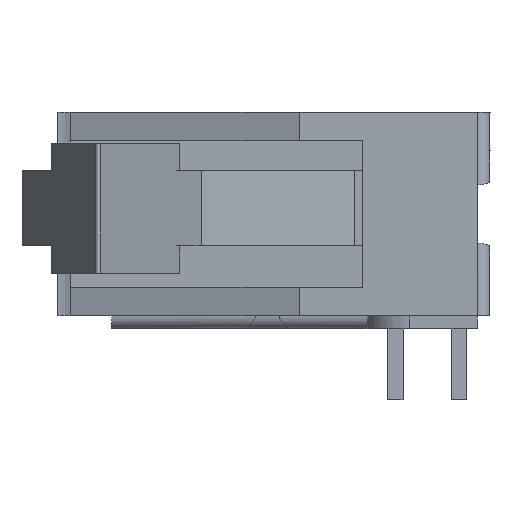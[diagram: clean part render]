
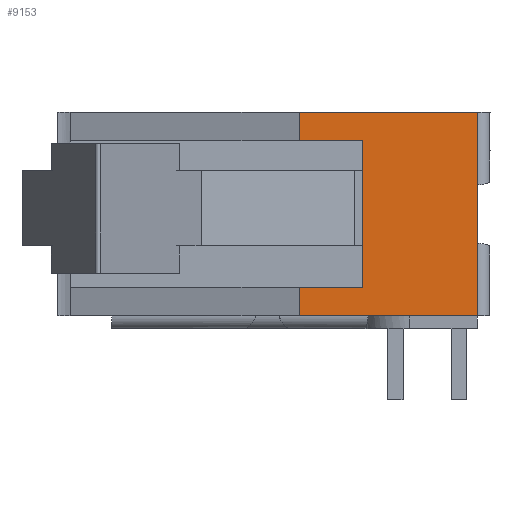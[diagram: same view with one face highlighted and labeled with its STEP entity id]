
A CAD part, left-side view. The second image highlights one B-rep face of the part: STEP entity #9153.
In plain terms, the highlighted planar face has unit normal (-1, 0, 0).
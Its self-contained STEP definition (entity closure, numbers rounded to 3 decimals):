
#43=PLANE($,#9831);
#716=B_SPLINE_CURVE_WITH_KNOTS($,1,(#14139,#14140),.UNSPECIFIED.,.F.,.F.,
(2,2),(0.,1.),.UNSPECIFIED.);
#781=B_SPLINE_CURVE_WITH_KNOTS($,1,(#14955,#14956),.UNSPECIFIED.,.F.,.F.,
(2,2),(0.,1.),.UNSPECIFIED.);
#782=B_SPLINE_CURVE_WITH_KNOTS($,1,(#14960,#14961),.UNSPECIFIED.,.F.,.F.,
(2,2),(0.,1.),.UNSPECIFIED.);
#783=B_SPLINE_CURVE_WITH_KNOTS($,1,(#14963,#14964),.UNSPECIFIED.,.F.,.F.,
(2,2),(0.,1.),.UNSPECIFIED.);
#784=B_SPLINE_CURVE_WITH_KNOTS($,1,(#14966,#14967),.UNSPECIFIED.,.F.,.F.,
(2,2),(0.,1.),.UNSPECIFIED.);
#785=B_SPLINE_CURVE_WITH_KNOTS($,1,(#14969,#14970),.UNSPECIFIED.,.F.,.F.,
(2,2),(0.,1.),.UNSPECIFIED.);
#786=B_SPLINE_CURVE_WITH_KNOTS($,1,(#14971,#14972),.UNSPECIFIED.,.F.,.F.,
(2,2),(0.,1.),.UNSPECIFIED.);
#787=B_SPLINE_CURVE_WITH_KNOTS($,1,(#14973,#14974),.UNSPECIFIED.,.F.,.F.,
(2,2),(0.,1.),.UNSPECIFIED.);
#1180=FACE_OUTER_BOUND($,#1749,.T.);
#1749=EDGE_LOOP($,(#6825,#6826,#6827,#6828,#6829,#6830,#6831,#6832));
#4224=VERTEX_POINT($,#14135);
#4225=VERTEX_POINT($,#14138);
#4273=VERTEX_POINT($,#14952);
#4274=VERTEX_POINT($,#14958);
#4275=VERTEX_POINT($,#14959);
#4276=VERTEX_POINT($,#14962);
#4277=VERTEX_POINT($,#14965);
#4278=VERTEX_POINT($,#14968);
#5204=EDGE_CURVE($,#4224,#4225,#716,.T.);
#5269=EDGE_CURVE($,#4224,#4273,#781,.T.);
#5270=EDGE_CURVE($,#4274,#4275,#782,.T.);
#5271=EDGE_CURVE($,#4275,#4276,#783,.T.);
#5272=EDGE_CURVE($,#4276,#4277,#784,.T.);
#5273=EDGE_CURVE($,#4277,#4278,#785,.T.);
#5274=EDGE_CURVE($,#4225,#4278,#786,.T.);
#5275=EDGE_CURVE($,#4273,#4274,#787,.T.);
#6825=ORIENTED_EDGE($,*,*,#5270,.T.);
#6826=ORIENTED_EDGE($,*,*,#5271,.T.);
#6827=ORIENTED_EDGE($,*,*,#5272,.T.);
#6828=ORIENTED_EDGE($,*,*,#5273,.T.);
#6829=ORIENTED_EDGE($,*,*,#5274,.F.);
#6830=ORIENTED_EDGE($,*,*,#5204,.F.);
#6831=ORIENTED_EDGE($,*,*,#5269,.T.);
#6832=ORIENTED_EDGE($,*,*,#5275,.T.);
#9153=ADVANCED_FACE($,(#1180),#43,.T.);
#9831=AXIS2_PLACEMENT_3D($,#14957,#10579,#10580);
#10579=DIRECTION('center_axis',(-1.,0.,0.));
#10580=DIRECTION('ref_axis',(0.,0.,1.));
#14135=CARTESIAN_POINT('',(-26.162,-2.007,0.508));
#14138=CARTESIAN_POINT('',(-26.162,5.105,0.508));
#14139=CARTESIAN_POINT('Ctrl Pts',(-26.162,-2.007,0.508));
#14140=CARTESIAN_POINT('Ctrl Pts',(-26.162,5.105,0.508));
#14952=CARTESIAN_POINT('',(-26.162,-2.007,8.636));
#14955=CARTESIAN_POINT('Ctrl Pts',(-26.162,-2.007,0.508));
#14956=CARTESIAN_POINT('Ctrl Pts',(-26.162,-2.007,8.636));
#14957=CARTESIAN_POINT('Origin',(-26.162,-2.362,0.102));
#14958=CARTESIAN_POINT('',(-26.162,5.105,8.636));
#14959=CARTESIAN_POINT('',(-26.162,5.105,7.493));
#14960=CARTESIAN_POINT('Ctrl Pts',(-26.162,5.105,8.636));
#14961=CARTESIAN_POINT('Ctrl Pts',(-26.162,5.105,7.493));
#14962=CARTESIAN_POINT('',(-26.162,2.565,7.493));
#14963=CARTESIAN_POINT('Ctrl Pts',(-26.162,5.105,7.493));
#14964=CARTESIAN_POINT('Ctrl Pts',(-26.162,2.565,7.493));
#14965=CARTESIAN_POINT('',(-26.162,2.565,1.651));
#14966=CARTESIAN_POINT('Ctrl Pts',(-26.162,2.565,7.493));
#14967=CARTESIAN_POINT('Ctrl Pts',(-26.162,2.565,1.651));
#14968=CARTESIAN_POINT('',(-26.162,5.105,1.651));
#14969=CARTESIAN_POINT('Ctrl Pts',(-26.162,2.565,1.651));
#14970=CARTESIAN_POINT('Ctrl Pts',(-26.162,5.105,1.651));
#14971=CARTESIAN_POINT('Ctrl Pts',(-26.162,5.105,0.508));
#14972=CARTESIAN_POINT('Ctrl Pts',(-26.162,5.105,1.651));
#14973=CARTESIAN_POINT('Ctrl Pts',(-26.162,-2.007,8.636));
#14974=CARTESIAN_POINT('Ctrl Pts',(-26.162,5.105,8.636));
